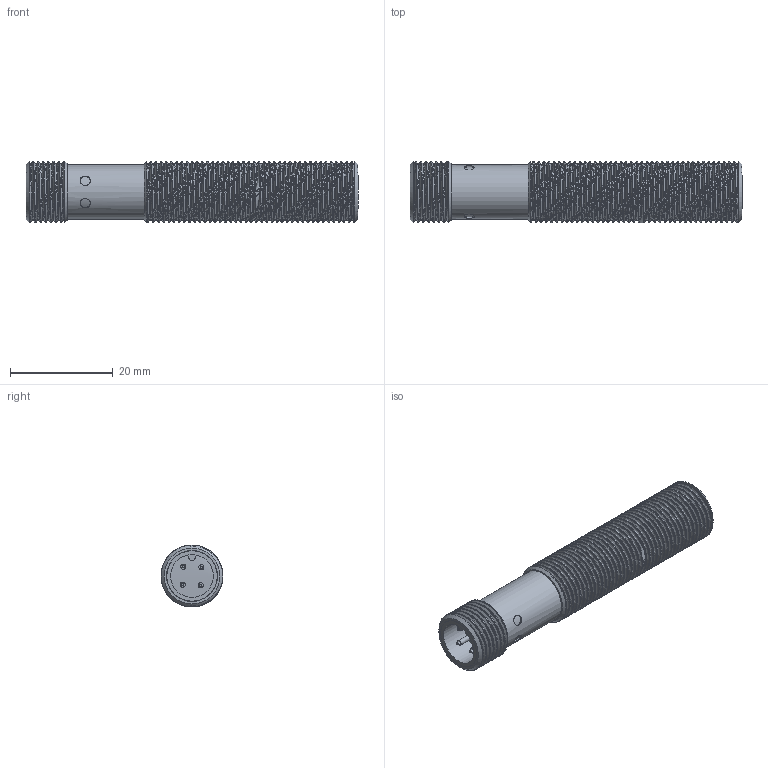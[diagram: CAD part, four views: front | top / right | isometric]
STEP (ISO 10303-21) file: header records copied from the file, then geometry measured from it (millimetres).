
FILE_DESCRIPTION(/* description */ (''),/* implementation_level */ '2;1');
FILE_NAME(/* name */ 'US12 MXXX.stp',/* time_stamp */ '2020-07-07T07:08:41+02:00',/* author */ ('C. Kuhn'),/* organization */ ('di-soric GmbH & Co. KG'),/* preprocessor_version */ 'ST-DEVELOPER v18',/* originating_system */ 'Autodesk Inventor 2020',/* authorisation */ '');
FILE_SCHEMA (('AUTOMOTIVE_DESIGN { 1 0 10303 214 3 1 1 }'));
Length unit declared in the file: millimetre
Products named in the file (1): US12Mxxx
Bounding box: 64.51 x 12 x 12.01 mm (x, y, z)
Volume: 6151 mm3; surface area: 4778 mm2
Topology: 1 solids, 6 shells, 333 faces, 907 edges, 606 vertices
Faces by surface type: plane 161, cylinder 140, cone 20, bspline 12
Full cylindrical faces by diameter (mm): 1 x7, 1.05 x7, 2 x4, 3 x1, 5 x1, 6.5 x1, 8.2 x1, 8.3 x1, 8.8 x1, 9.8 x1, 9.9 x1, 10.5 x1, 10.917 x49, 12 x47
Entity records: 35986 total; most frequent: CARTESIAN_POINT 27555, ORIENTED_EDGE 1812, DIRECTION 1400, EDGE_CURVE 906, VERTEX_POINT 606, LINE 532, VECTOR 532, AXIS2_PLACEMENT_3D 434
